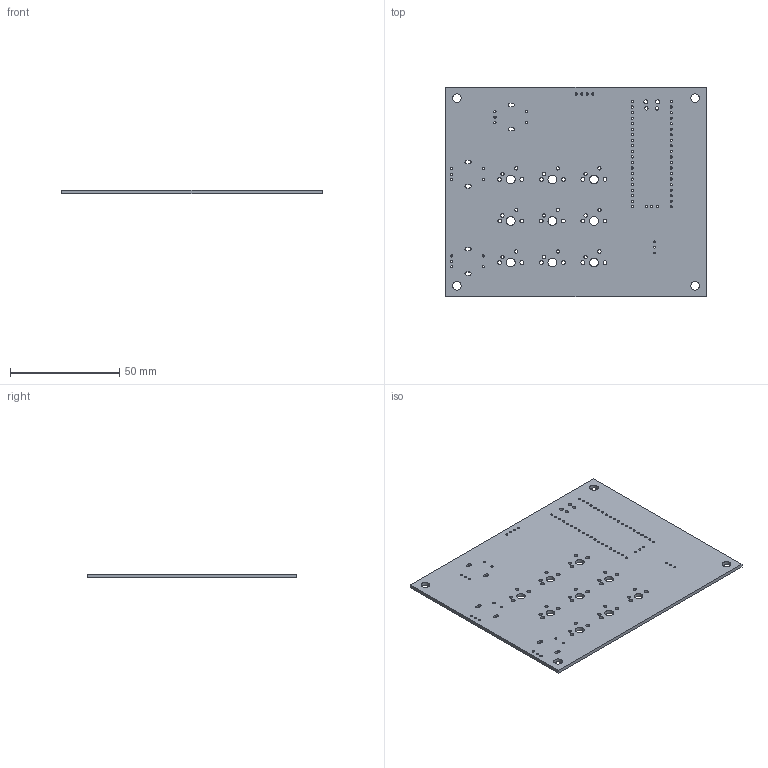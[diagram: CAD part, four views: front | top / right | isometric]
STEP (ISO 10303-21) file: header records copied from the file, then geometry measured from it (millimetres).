
FILE_DESCRIPTION(('KiCad electronic assembly'),'2;1');
FILE_NAME('PCB-3D Model.step','2024-01-01T22:39:05',('Pcbnew'),('Kicad') ,'Open CASCADE STEP processor 7.7','KiCad to STEP converter','Unknown' );
FILE_SCHEMA(('AUTOMOTIVE_DESIGN { 1 0 10303 214 1 1 1 1 }'));
Length unit declared in the file: millimetre
Products named in the file (2): PCB-3D Model 1; MacroPad V2 PCB
Assembly tree (1 placements, depth 2):
  PCB-3D Model 1
    MacroPad V2 PCB
Bounding box: 119.19 x 95.97 x 1.6 mm (x, y, z)
Volume: 17789.1 mm3; surface area: 23911 mm2
Topology: 1 solids, 1 shells, 304 faces, 906 edges, 604 vertices
Faces by surface type: plane 186, cylinder 118
Full cylindrical faces by diameter (mm): 0.762 x3, 1 x19, 1.02 x43, 1.5 x20, 1.75 x18, 1.8 x2, 4 x13
Entity records: 22897 total; most frequent: CARTESIAN_POINT 5404, DIRECTION 2970, LINE 1886, VECTOR 1886, ORIENTED_EDGE 1812, PCURVE 1812, DEFINITIONAL_REPRESENTATION 1812, EDGE_CURVE 906
